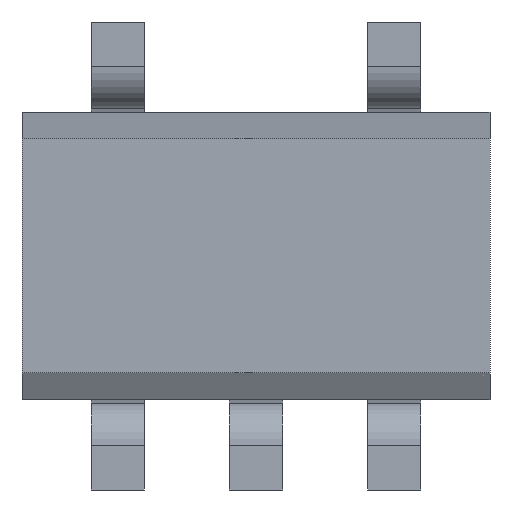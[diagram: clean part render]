
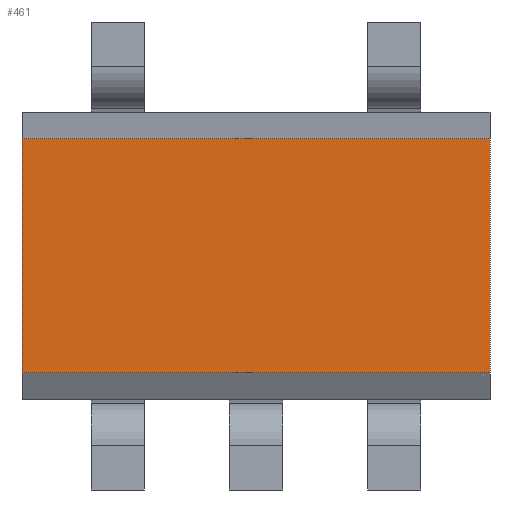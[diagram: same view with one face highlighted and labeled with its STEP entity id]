
A CAD part, front view. The second image highlights one B-rep face of the part: STEP entity #461.
In plain terms, the highlighted planar face has unit normal (0, -1, 0).
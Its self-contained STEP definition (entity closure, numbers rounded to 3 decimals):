
#68 = EDGE_CURVE ( 'NONE', #1396, #1129, #1764, .T. ) ;
#180 = CARTESIAN_POINT ( 'NONE',  ( -1.1, 0., 0.55 ) ) ;
#311 = VECTOR ( 'NONE', #524, 1000. ) ;
#385 = EDGE_CURVE ( 'NONE', #1696, #1129, #1169, .T. ) ;
#420 = VERTEX_POINT ( 'NONE', #1893 ) ;
#446 = EDGE_LOOP ( 'NONE', ( #785, #1215, #976, #664 ) ) ;
#461 = ADVANCED_FACE ( 'NONE', ( #1152 ), #857, .F. ) ;
#524 = DIRECTION ( 'NONE',  ( -1., 0., 0. ) ) ;
#600 = CARTESIAN_POINT ( 'NONE',  ( 1.1, 0., -0.55 ) ) ;
#651 = DIRECTION ( 'NONE',  ( 0., 0., -1. ) ) ;
#664 = ORIENTED_EDGE ( 'NONE', *, *, #966, .T. ) ;
#680 = EDGE_CURVE ( 'NONE', #420, #1396, #1214, .T. ) ;
#687 = DIRECTION ( 'NONE',  ( -1., 0., 0. ) ) ;
#785 = ORIENTED_EDGE ( 'NONE', *, *, #385, .T. ) ;
#798 = CARTESIAN_POINT ( 'NONE',  ( 1.1, 0., 0.55 ) ) ;
#807 = VECTOR ( 'NONE', #687, 1000. ) ;
#857 = PLANE ( 'NONE',  #1192 ) ;
#966 = EDGE_CURVE ( 'NONE', #420, #1696, #1851, .T. ) ;
#976 = ORIENTED_EDGE ( 'NONE', *, *, #680, .F. ) ;
#1129 = VERTEX_POINT ( 'NONE', #1335 ) ;
#1152 = FACE_OUTER_BOUND ( 'NONE', #446, .T. ) ;
#1168 = VECTOR ( 'NONE', #651, 1000. ) ;
#1169 = LINE ( 'NONE', #1293, #1883 ) ;
#1187 = DIRECTION ( 'NONE',  ( 0., 1., 0. ) ) ;
#1192 = AXIS2_PLACEMENT_3D ( 'NONE', #600, #1187, #1789 ) ;
#1214 = LINE ( 'NONE', #1664, #1168 ) ;
#1215 = ORIENTED_EDGE ( 'NONE', *, *, #68, .F. ) ;
#1293 = CARTESIAN_POINT ( 'NONE',  ( -1.1, 0., -0.55 ) ) ;
#1335 = CARTESIAN_POINT ( 'NONE',  ( -1.1, 0., -0.55 ) ) ;
#1396 = VERTEX_POINT ( 'NONE', #1486 ) ;
#1486 = CARTESIAN_POINT ( 'NONE',  ( 1.1, 0., -0.55 ) ) ;
#1550 = CARTESIAN_POINT ( 'NONE',  ( 1.1, 0., -0.55 ) ) ;
#1664 = CARTESIAN_POINT ( 'NONE',  ( 1.1, 0., -0.55 ) ) ;
#1696 = VERTEX_POINT ( 'NONE', #180 ) ;
#1732 = DIRECTION ( 'NONE',  ( 0., 0., -1. ) ) ;
#1764 = LINE ( 'NONE', #1550, #311 ) ;
#1789 = DIRECTION ( 'NONE',  ( 0., 0., 1. ) ) ;
#1851 = LINE ( 'NONE', #798, #807 ) ;
#1883 = VECTOR ( 'NONE', #1732, 1000. ) ;
#1893 = CARTESIAN_POINT ( 'NONE',  ( 1.1, 0., 0.55 ) ) ;
